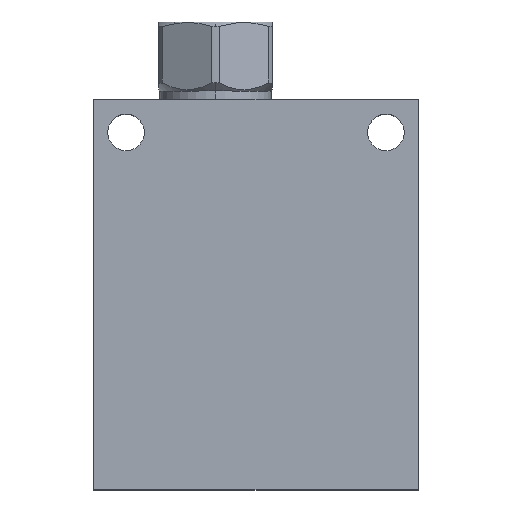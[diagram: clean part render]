
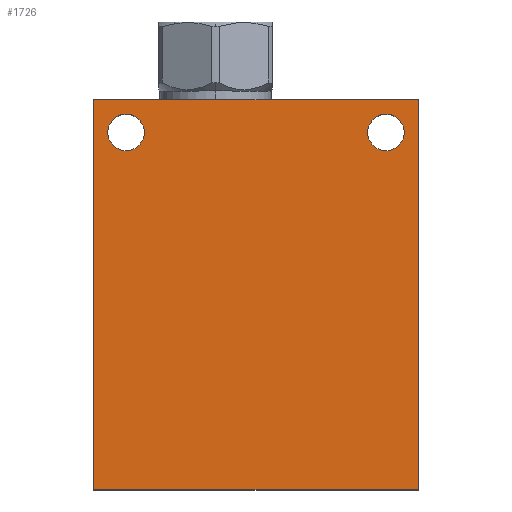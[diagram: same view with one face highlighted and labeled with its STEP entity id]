
A CAD part, top view. The second image highlights one B-rep face of the part: STEP entity #1726.
In plain terms, the highlighted planar face has unit normal (0, 0, 1).
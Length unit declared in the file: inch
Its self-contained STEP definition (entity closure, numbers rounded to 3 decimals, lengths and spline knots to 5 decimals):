
#93=DIRECTION('',(0.,-1.,0.));
#94=VECTOR('',#93,3.);
#95=CARTESIAN_POINT('',(0.,0.,1.25));
#96=LINE('',#95,#94);
#97=DIRECTION('',(-1.,0.,0.));
#98=VECTOR('',#97,2.5);
#99=CARTESIAN_POINT('',(2.5,0.,1.25));
#100=LINE('',#99,#98);
#101=DIRECTION('',(0.,1.,0.));
#102=VECTOR('',#101,3.);
#103=CARTESIAN_POINT('',(2.5,-3.,1.25));
#104=LINE('',#103,#102);
#105=DIRECTION('',(1.,0.,0.));
#106=VECTOR('',#105,2.5);
#107=CARTESIAN_POINT('',(0.,-3.,1.25));
#108=LINE('',#107,#106);
#109=CARTESIAN_POINT('',(0.25,-0.25,1.25));
#110=DIRECTION('',(0.,0.,-1.));
#111=DIRECTION('',(-1.,0.,0.));
#112=AXIS2_PLACEMENT_3D('',#109,#110,#111);
#114=CARTESIAN_POINT('',(0.25,-0.25,1.25));
#115=DIRECTION('',(0.,0.,-1.));
#116=DIRECTION('',(1.,0.,0.));
#117=AXIS2_PLACEMENT_3D('',#114,#115,#116);
#119=CARTESIAN_POINT('',(2.25,-0.25,1.25));
#120=DIRECTION('',(0.,0.,-1.));
#121=DIRECTION('',(-1.,0.,0.));
#122=AXIS2_PLACEMENT_3D('',#119,#120,#121);
#124=CARTESIAN_POINT('',(2.25,-0.25,1.25));
#125=DIRECTION('',(0.,0.,-1.));
#126=DIRECTION('',(1.,0.,0.));
#127=AXIS2_PLACEMENT_3D('',#124,#125,#126);
#1401=CARTESIAN_POINT('',(0.,0.,1.25));
#1402=CARTESIAN_POINT('',(0.,-3.,1.25));
#1403=VERTEX_POINT('',#1401);
#1404=VERTEX_POINT('',#1402);
#1405=CARTESIAN_POINT('',(2.5,-3.,1.25));
#1406=VERTEX_POINT('',#1405);
#1407=CARTESIAN_POINT('',(2.5,0.,1.25));
#1408=VERTEX_POINT('',#1407);
#1413=CARTESIAN_POINT('',(0.1095,-0.25,1.25));
#1414=CARTESIAN_POINT('',(0.3905,-0.25,1.25));
#1415=VERTEX_POINT('',#1413);
#1416=VERTEX_POINT('',#1414);
#1421=CARTESIAN_POINT('',(2.1095,-0.25,1.25));
#1422=CARTESIAN_POINT('',(2.3905,-0.25,1.25));
#1423=VERTEX_POINT('',#1421);
#1424=VERTEX_POINT('',#1422);
#1703=CARTESIAN_POINT('',(0.,0.,1.25));
#1704=DIRECTION('',(0.,0.,1.));
#1705=DIRECTION('',(1.,0.,0.));
#1706=AXIS2_PLACEMENT_3D('',#1703,#1704,#1705);
#1707=PLANE('',#1706);
#1708=ORIENTED_EDGE('',*,*,#1631,.F.);
#1709=ORIENTED_EDGE('',*,*,#1652,.F.);
#1710=ORIENTED_EDGE('',*,*,#1672,.F.);
#1711=ORIENTED_EDGE('',*,*,#1691,.F.);
#1712=EDGE_LOOP('',(#1708,#1709,#1710,#1711));
#1713=FACE_OUTER_BOUND('',#1712,.F.);
#1715=ORIENTED_EDGE('',*,*,#1714,.F.);
#1717=ORIENTED_EDGE('',*,*,#1716,.F.);
#1718=EDGE_LOOP('',(#1715,#1717));
#1719=FACE_BOUND('',#1718,.F.);
#1721=ORIENTED_EDGE('',*,*,#1720,.F.);
#1723=ORIENTED_EDGE('',*,*,#1722,.F.);
#1724=EDGE_LOOP('',(#1721,#1723));
#1725=FACE_BOUND('',#1724,.F.);
#1726=ADVANCED_FACE('',(#1713,#1719,#1725),#1707,.T.);
#113=CIRCLE('',#112,0.1405);
#118=CIRCLE('',#117,0.1405);
#123=CIRCLE('',#122,0.1405);
#128=CIRCLE('',#127,0.1405);
#1631=EDGE_CURVE('',#1403,#1404,#96,.T.);
#1652=EDGE_CURVE('',#1408,#1403,#100,.T.);
#1672=EDGE_CURVE('',#1406,#1408,#104,.T.);
#1691=EDGE_CURVE('',#1404,#1406,#108,.T.);
#1714=EDGE_CURVE('',#1415,#1416,#113,.T.);
#1716=EDGE_CURVE('',#1416,#1415,#118,.T.);
#1720=EDGE_CURVE('',#1423,#1424,#123,.T.);
#1722=EDGE_CURVE('',#1424,#1423,#128,.T.);
